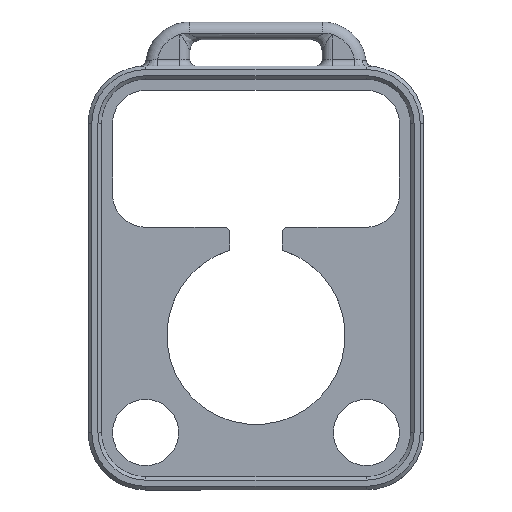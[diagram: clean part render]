
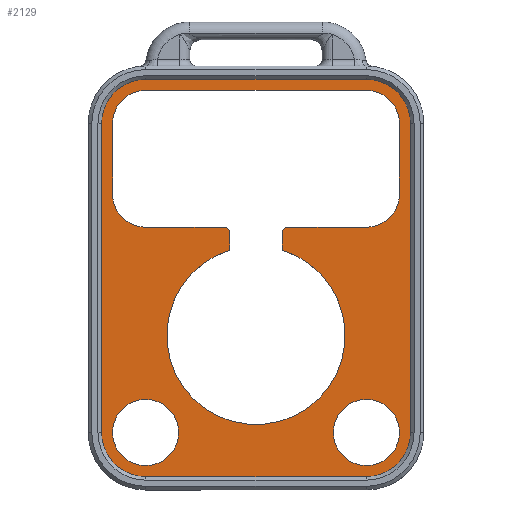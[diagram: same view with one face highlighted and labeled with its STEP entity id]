
A CAD part, top view. The second image highlights one B-rep face of the part: STEP entity #2129.
In plain terms, the highlighted planar face has unit normal (0, 0, 1).
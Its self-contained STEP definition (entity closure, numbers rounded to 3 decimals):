
#17=FACE_BOUND('',#724,.T.);
#18=FACE_BOUND('',#725,.T.);
#19=FACE_BOUND('',#726,.T.);
#84=PLANE('',#2377);
#218=LINE('',#4167,#382);
#221=LINE('',#4175,#385);
#223=LINE('',#4182,#387);
#230=LINE('',#4199,#394);
#234=LINE('',#4212,#398);
#238=LINE('',#4224,#402);
#242=LINE('',#4236,#406);
#246=LINE('',#4248,#410);
#250=LINE('',#4260,#414);
#254=LINE('',#4272,#418);
#258=LINE('',#4284,#422);
#382=VECTOR('',#2865,10.);
#385=VECTOR('',#2874,10.);
#387=VECTOR('',#2882,10.);
#394=VECTOR('',#2901,10.);
#398=VECTOR('',#2915,10.);
#402=VECTOR('',#2927,10.);
#406=VECTOR('',#2939,10.);
#410=VECTOR('',#2951,10.);
#414=VECTOR('',#2963,10.);
#418=VECTOR('',#2975,10.);
#422=VECTOR('',#2987,10.);
#593=FACE_OUTER_BOUND('',#723,.T.);
#723=EDGE_LOOP('',(#1943,#1944,#1945,#1946,#1947,#1948,#1949,#1950));
#724=EDGE_LOOP('',(#1951));
#725=EDGE_LOOP('',(#1952));
#726=EDGE_LOOP('',(#1953,#1954,#1955,#1956,#1957,#1958,#1959,#1960,#1961,
#1962,#1963,#1964,#1965,#1966));
#853=CIRCLE('',#2325,5.);
#854=CIRCLE('',#2328,5.);
#857=CIRCLE('',#2337,5.);
#858=CIRCLE('',#2340,5.);
#860=CIRCLE('',#2346,3.75);
#862=CIRCLE('',#2350,3.75);
#864=CIRCLE('',#2354,3.75);
#866=CIRCLE('',#2358,3.75);
#868=CIRCLE('',#2362,0.6);
#870=CIRCLE('',#2366,10.1);
#872=CIRCLE('',#2370,0.6);
#874=CIRCLE('',#2373,3.75);
#876=CIRCLE('',#2376,3.75);
#1018=VERTEX_POINT('',#4159);
#1019=VERTEX_POINT('',#4161);
#1020=VERTEX_POINT('',#4165);
#1021=VERTEX_POINT('',#4169);
#1022=VERTEX_POINT('',#4173);
#1024=VERTEX_POINT('',#4181);
#1027=VERTEX_POINT('',#4193);
#1028=VERTEX_POINT('',#4197);
#1031=VERTEX_POINT('',#4209);
#1032=VERTEX_POINT('',#4211);
#1034=VERTEX_POINT('',#4217);
#1036=VERTEX_POINT('',#4223);
#1038=VERTEX_POINT('',#4229);
#1040=VERTEX_POINT('',#4235);
#1042=VERTEX_POINT('',#4241);
#1044=VERTEX_POINT('',#4247);
#1046=VERTEX_POINT('',#4253);
#1048=VERTEX_POINT('',#4259);
#1050=VERTEX_POINT('',#4265);
#1052=VERTEX_POINT('',#4271);
#1054=VERTEX_POINT('',#4277);
#1056=VERTEX_POINT('',#4283);
#1058=VERTEX_POINT('',#4292);
#1060=VERTEX_POINT('',#4298);
#1301=EDGE_CURVE('',#1019,#1018,#853,.T.);
#1304=EDGE_CURVE('',#1018,#1020,#218,.T.);
#1306=EDGE_CURVE('',#1020,#1021,#854,.T.);
#1308=EDGE_CURVE('',#1021,#1022,#221,.T.);
#1311=EDGE_CURVE('',#1024,#1019,#223,.T.);
#1318=EDGE_CURVE('',#1022,#1027,#857,.T.);
#1320=EDGE_CURVE('',#1027,#1028,#230,.T.);
#1321=EDGE_CURVE('',#1028,#1024,#858,.T.);
#1325=EDGE_CURVE('',#1032,#1031,#234,.T.);
#1328=EDGE_CURVE('',#1034,#1032,#860,.T.);
#1331=EDGE_CURVE('',#1036,#1034,#238,.T.);
#1334=EDGE_CURVE('',#1038,#1036,#862,.T.);
#1337=EDGE_CURVE('',#1040,#1038,#242,.T.);
#1340=EDGE_CURVE('',#1042,#1040,#864,.T.);
#1343=EDGE_CURVE('',#1044,#1042,#246,.T.);
#1346=EDGE_CURVE('',#1046,#1044,#866,.T.);
#1349=EDGE_CURVE('',#1048,#1046,#250,.T.);
#1352=EDGE_CURVE('',#1050,#1048,#868,.T.);
#1355=EDGE_CURVE('',#1052,#1050,#254,.T.);
#1358=EDGE_CURVE('',#1054,#1052,#870,.T.);
#1361=EDGE_CURVE('',#1056,#1054,#258,.T.);
#1364=EDGE_CURVE('',#1031,#1056,#872,.T.);
#1367=EDGE_CURVE('',#1058,#1058,#874,.T.);
#1370=EDGE_CURVE('',#1060,#1060,#876,.T.);
#1943=ORIENTED_EDGE('',*,*,#1301,.T.);
#1944=ORIENTED_EDGE('',*,*,#1304,.T.);
#1945=ORIENTED_EDGE('',*,*,#1306,.T.);
#1946=ORIENTED_EDGE('',*,*,#1308,.T.);
#1947=ORIENTED_EDGE('',*,*,#1318,.T.);
#1948=ORIENTED_EDGE('',*,*,#1320,.T.);
#1949=ORIENTED_EDGE('',*,*,#1321,.T.);
#1950=ORIENTED_EDGE('',*,*,#1311,.T.);
#1951=ORIENTED_EDGE('',*,*,#1370,.T.);
#1952=ORIENTED_EDGE('',*,*,#1367,.T.);
#1953=ORIENTED_EDGE('',*,*,#1364,.T.);
#1954=ORIENTED_EDGE('',*,*,#1361,.T.);
#1955=ORIENTED_EDGE('',*,*,#1358,.T.);
#1956=ORIENTED_EDGE('',*,*,#1355,.T.);
#1957=ORIENTED_EDGE('',*,*,#1352,.T.);
#1958=ORIENTED_EDGE('',*,*,#1349,.T.);
#1959=ORIENTED_EDGE('',*,*,#1346,.T.);
#1960=ORIENTED_EDGE('',*,*,#1343,.T.);
#1961=ORIENTED_EDGE('',*,*,#1340,.T.);
#1962=ORIENTED_EDGE('',*,*,#1337,.T.);
#1963=ORIENTED_EDGE('',*,*,#1334,.T.);
#1964=ORIENTED_EDGE('',*,*,#1331,.T.);
#1965=ORIENTED_EDGE('',*,*,#1328,.T.);
#1966=ORIENTED_EDGE('',*,*,#1325,.T.);
#2129=ADVANCED_FACE('',(#593,#17,#18,#19),#84,.T.);
#2325=AXIS2_PLACEMENT_3D('',#4162,#2859,#2860);
#2328=AXIS2_PLACEMENT_3D('',#4171,#2869,#2870);
#2337=AXIS2_PLACEMENT_3D('',#4195,#2896,#2897);
#2340=AXIS2_PLACEMENT_3D('',#4201,#2904,#2905);
#2346=AXIS2_PLACEMENT_3D('',#4218,#2921,#2922);
#2350=AXIS2_PLACEMENT_3D('',#4230,#2933,#2934);
#2354=AXIS2_PLACEMENT_3D('',#4242,#2945,#2946);
#2358=AXIS2_PLACEMENT_3D('',#4254,#2957,#2958);
#2362=AXIS2_PLACEMENT_3D('',#4266,#2969,#2970);
#2366=AXIS2_PLACEMENT_3D('',#4278,#2981,#2982);
#2370=AXIS2_PLACEMENT_3D('',#4288,#2993,#2994);
#2373=AXIS2_PLACEMENT_3D('',#4294,#3000,#3001);
#2376=AXIS2_PLACEMENT_3D('',#4300,#3007,#3008);
#2377=AXIS2_PLACEMENT_3D('',#4301,#3009,#3010);
#2859=DIRECTION('center_axis',(0.,0.,
1.));
#2860=DIRECTION('ref_axis',(0.,-1.,0.));
#2865=DIRECTION('',(0.,1.,0.));
#2869=DIRECTION('center_axis',(0.,0.,
1.));
#2870=DIRECTION('ref_axis',(1.,0.,0.));
#2874=DIRECTION('',(-1.,0.,0.));
#2882=DIRECTION('',(1.,0.,0.));
#2896=DIRECTION('center_axis',(0.,0.,
1.));
#2897=DIRECTION('ref_axis',(0.,1.,0.));
#2901=DIRECTION('',(0.,-1.,0.));
#2904=DIRECTION('center_axis',(0.,0.,
1.));
#2905=DIRECTION('ref_axis',(-1.,0.,0.));
#2915=DIRECTION('',(-1.,0.,0.));
#2921=DIRECTION('center_axis',(0.,0.,
-1.));
#2922=DIRECTION('ref_axis',(0.,-1.,0.));
#2927=DIRECTION('',(0.,-1.,0.));
#2933=DIRECTION('center_axis',(0.,0.,
-1.));
#2934=DIRECTION('ref_axis',(1.,0.,0.));
#2939=DIRECTION('',(1.,0.,0.));
#2945=DIRECTION('center_axis',(0.,0.,
-1.));
#2946=DIRECTION('ref_axis',(0.,1.,0.));
#2951=DIRECTION('',(0.,1.,0.));
#2957=DIRECTION('center_axis',(0.,0.,
-1.));
#2958=DIRECTION('ref_axis',(-1.,0.,0.));
#2963=DIRECTION('',(-1.,0.,0.));
#2969=DIRECTION('center_axis',(0.,0.,
1.));
#2970=DIRECTION('ref_axis',(1.,0.,0.));
#2975=DIRECTION('',(0.,1.,0.));
#2981=DIRECTION('center_axis',(0.,0.,
-1.));
#2982=DIRECTION('ref_axis',(0.,-1.,0.));
#2987=DIRECTION('',(0.,-1.,0.));
#2993=DIRECTION('center_axis',(0.,0.,
1.));
#2994=DIRECTION('ref_axis',(0.,1.,0.));
#3000=DIRECTION('center_axis',(0.,0.,
-1.));
#3001=DIRECTION('ref_axis',(1.,0.,0.));
#3007=DIRECTION('center_axis',(0.,0.,
-1.));
#3008=DIRECTION('ref_axis',(1.,0.,0.));
#3009=DIRECTION('center_axis',(0.,0.,
1.));
#3010=DIRECTION('ref_axis',(1.,0.,0.));
#4159=CARTESIAN_POINT('',(36.6,6.55,5.3));
#4161=CARTESIAN_POINT('',(31.6,1.55,5.3));
#4162=CARTESIAN_POINT('Origin',(31.6,6.55,5.3));
#4165=CARTESIAN_POINT('',(36.6,41.55,5.3));
#4167=CARTESIAN_POINT('',(36.6,6.55,5.3));
#4169=CARTESIAN_POINT('',(31.6,46.55,5.3));
#4171=CARTESIAN_POINT('Origin',(31.6,41.55,5.3));
#4173=CARTESIAN_POINT('',(6.6,46.55,5.3));
#4175=CARTESIAN_POINT('',(31.6,46.55,5.3));
#4181=CARTESIAN_POINT('',(6.6,1.55,5.3));
#4182=CARTESIAN_POINT('',(31.6,1.55,5.3));
#4193=CARTESIAN_POINT('',(1.6,41.55,5.3));
#4195=CARTESIAN_POINT('Origin',(6.6,41.55,5.3));
#4197=CARTESIAN_POINT('',(1.6,6.55,5.3));
#4199=CARTESIAN_POINT('',(1.6,6.55,5.3));
#4201=CARTESIAN_POINT('Origin',(6.6,6.55,5.3));
#4209=CARTESIAN_POINT('',(22.7,29.8,5.3));
#4211=CARTESIAN_POINT('',(31.6,29.8,5.3));
#4212=CARTESIAN_POINT('',(22.7,29.8,5.3));
#4217=CARTESIAN_POINT('',(35.35,33.55,5.3));
#4218=CARTESIAN_POINT('Origin',(31.6,33.55,5.3));
#4223=CARTESIAN_POINT('',(35.35,41.55,5.3));
#4224=CARTESIAN_POINT('',(35.35,41.55,5.3));
#4229=CARTESIAN_POINT('',(31.6,45.3,5.3));
#4230=CARTESIAN_POINT('Origin',(31.6,41.55,5.3));
#4235=CARTESIAN_POINT('',(6.6,45.3,5.3));
#4236=CARTESIAN_POINT('',(31.6,45.3,5.3));
#4241=CARTESIAN_POINT('',(2.85,41.55,5.3));
#4242=CARTESIAN_POINT('Origin',(6.6,41.55,5.3));
#4247=CARTESIAN_POINT('',(2.85,33.55,5.3));
#4248=CARTESIAN_POINT('',(2.85,41.55,5.3));
#4253=CARTESIAN_POINT('',(6.6,29.8,5.3));
#4254=CARTESIAN_POINT('Origin',(6.6,33.55,5.3));
#4259=CARTESIAN_POINT('',(15.5,29.8,5.3));
#4260=CARTESIAN_POINT('',(6.6,29.8,5.3));
#4265=CARTESIAN_POINT('',(16.1,29.2,5.3));
#4266=CARTESIAN_POINT('Origin',(15.5,29.2,5.3));
#4271=CARTESIAN_POINT('',(16.1,27.199,5.3));
#4272=CARTESIAN_POINT('',(16.1,29.2,5.3));
#4277=CARTESIAN_POINT('',(22.1,27.199,5.3));
#4278=CARTESIAN_POINT('Origin',(19.1,17.555,5.3));
#4283=CARTESIAN_POINT('',(22.1,29.2,5.3));
#4284=CARTESIAN_POINT('',(22.1,29.2,5.3));
#4288=CARTESIAN_POINT('Origin',(22.7,29.2,5.3));
#4292=CARTESIAN_POINT('',(2.85,6.55,5.3));
#4294=CARTESIAN_POINT('Origin',(6.6,6.55,5.3));
#4298=CARTESIAN_POINT('',(27.85,6.55,5.3));
#4300=CARTESIAN_POINT('Origin',(31.6,6.55,5.3));
#4301=CARTESIAN_POINT('Origin',(19.1,24.05,5.3));
